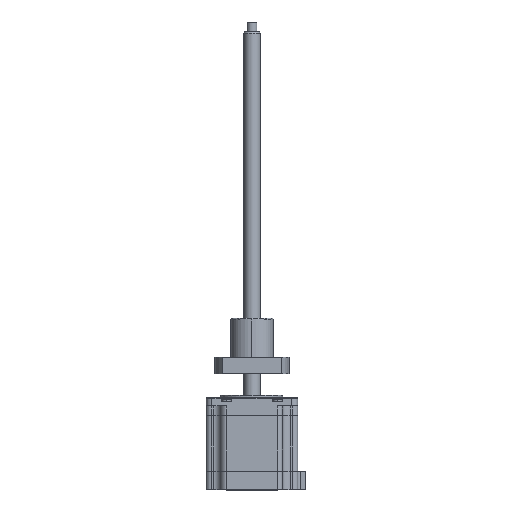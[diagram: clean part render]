
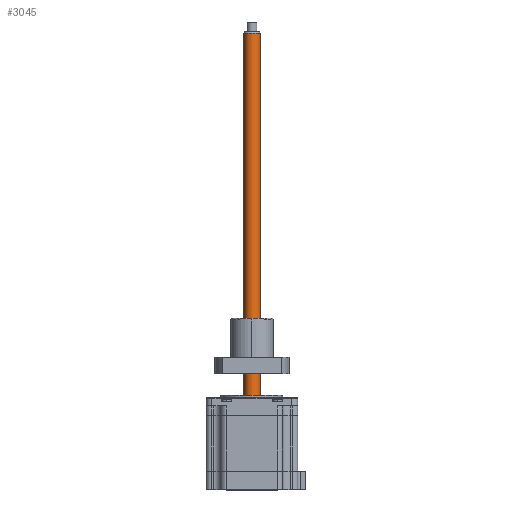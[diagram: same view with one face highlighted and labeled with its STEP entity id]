
A CAD part, top view. The second image highlights one B-rep face of the part: STEP entity #3045.
In plain terms, the highlighted cylindrical face has radius 5 mm (diameter 10 mm), a partial arc.
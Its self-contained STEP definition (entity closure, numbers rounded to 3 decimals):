
#53 = VECTOR ( 'NONE', #11444, 1000. ) ;
#428 = CIRCLE ( 'NONE', #6218, 5. ) ;
#702 = AXIS2_PLACEMENT_3D ( 'NONE', #1013, #7808, #8810 ) ;
#1013 = CARTESIAN_POINT ( 'NONE',  ( -16.379, 209.328, 63.65 ) ) ;
#1068 = AXIS2_PLACEMENT_3D ( 'NONE', #11589, #5493, #12654 ) ;
#1649 = VERTEX_POINT ( 'NONE', #8470 ) ;
#2375 = CYLINDRICAL_SURFACE ( 'NONE', #702, 5. ) ;
#2912 = EDGE_CURVE ( 'NONE', #5870, #1649, #7318, .T. ) ;
#3045 = ADVANCED_FACE ( 'NONE', ( #8101 ), #2375, .T. ) ;
#3259 = EDGE_CURVE ( 'NONE', #1649, #13029, #428, .T. ) ;
#3423 = ORIENTED_EDGE ( 'NONE', *, *, #3259, .F. ) ;
#4006 = CARTESIAN_POINT ( 'NONE',  ( -11.379, 208.328, 63.632 ) ) ;
#4126 = DIRECTION ( 'NONE',  ( 0., -1., 0. ) ) ;
#4557 = CIRCLE ( 'NONE', #1068, 5. ) ;
#5366 = CARTESIAN_POINT ( 'NONE',  ( -21.379, 209.328, 63.668 ) ) ;
#5493 = DIRECTION ( 'NONE',  ( 0., -1., 0. ) ) ;
#5604 = CARTESIAN_POINT ( 'NONE',  ( -21.379, 208.328, 63.668 ) ) ;
#5870 = VERTEX_POINT ( 'NONE', #4006 ) ;
#6218 = AXIS2_PLACEMENT_3D ( 'NONE', #10191, #4126, #11238 ) ;
#6295 = ORIENTED_EDGE ( 'NONE', *, *, #2912, .F. ) ;
#6719 = VECTOR ( 'NONE', #8676, 1000. ) ;
#6973 = ORIENTED_EDGE ( 'NONE', *, *, #8002, .T. ) ;
#7318 = LINE ( 'NONE', #8438, #6719 ) ;
#7808 = DIRECTION ( 'NONE',  ( 0., -1., 0. ) ) ;
#7925 = EDGE_CURVE ( 'NONE', #10233, #13029, #10923, .T. ) ;
#8002 = EDGE_CURVE ( 'NONE', #5870, #10233, #4557, .T. ) ;
#8101 = FACE_OUTER_BOUND ( 'NONE', #8909, .T. ) ;
#8438 = CARTESIAN_POINT ( 'NONE',  ( -11.379, 209.328, 63.632 ) ) ;
#8470 = CARTESIAN_POINT ( 'NONE',  ( -11.379, -15.672, 63.632 ) ) ;
#8664 = CARTESIAN_POINT ( 'NONE',  ( -21.379, -15.672, 63.668 ) ) ;
#8676 = DIRECTION ( 'NONE',  ( 0., -1., 0. ) ) ;
#8810 = DIRECTION ( 'NONE',  ( -1., 0., 0.004 ) ) ;
#8909 = EDGE_LOOP ( 'NONE', ( #6295, #6973, #13330, #3423 ) ) ;
#10191 = CARTESIAN_POINT ( 'NONE',  ( -16.379, -15.672, 63.65 ) ) ;
#10233 = VERTEX_POINT ( 'NONE', #5604 ) ;
#10923 = LINE ( 'NONE', #5366, #53 ) ;
#11238 = DIRECTION ( 'NONE',  ( -1., 0., 0.004 ) ) ;
#11444 = DIRECTION ( 'NONE',  ( 0., -1., 0. ) ) ;
#11589 = CARTESIAN_POINT ( 'NONE',  ( -16.379, 208.328, 63.65 ) ) ;
#12654 = DIRECTION ( 'NONE',  ( 1., 0., -0.004 ) ) ;
#13029 = VERTEX_POINT ( 'NONE', #8664 ) ;
#13330 = ORIENTED_EDGE ( 'NONE', *, *, #7925, .T. ) ;
